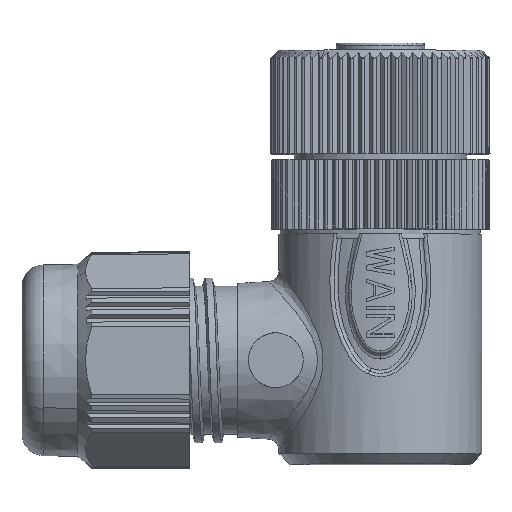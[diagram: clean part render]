
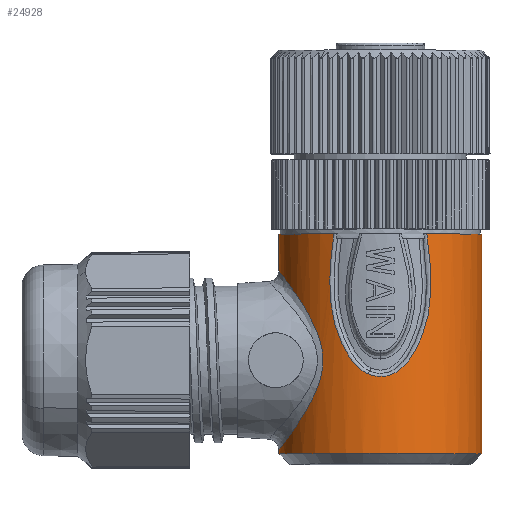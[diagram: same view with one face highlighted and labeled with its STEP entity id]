
A CAD part, top view. The second image highlights one B-rep face of the part: STEP entity #24928.
In plain terms, the highlighted cylindrical face has radius 9.25 mm (diameter 18.5 mm), a partial arc.
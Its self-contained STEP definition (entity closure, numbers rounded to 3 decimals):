
#3592=CARTESIAN_POINT('',(-24.201,-74.936,
-7.954));
#3598=CARTESIAN_POINT('',(-24.201,-58.589,
-7.954));
#3599=CARTESIAN_POINT('',(-24.201,-58.588,
-7.606));
#3600=CARTESIAN_POINT('',(-24.161,-58.639,
-6.91));
#3601=CARTESIAN_POINT('',(-23.989,-58.868,
-5.894));
#3602=CARTESIAN_POINT('',(-23.69,-59.268,
-4.867));
#3603=CARTESIAN_POINT('',(-23.313,-59.787,
-3.956));
#3604=CARTESIAN_POINT('',(-22.804,-60.504,
-3.028));
#3605=CARTESIAN_POINT('',(-22.18,-61.431,
-2.147));
#3606=CARTESIAN_POINT('',(-21.415,-62.686,
-1.311));
#3607=CARTESIAN_POINT('',(-20.779,-63.981,
-0.762));
#3608=CARTESIAN_POINT('',(-20.385,-65.081,
-0.465));
#3609=CARTESIAN_POINT('',(-20.168,-66.297,
-0.316));
#3610=CARTESIAN_POINT('',(-20.181,-67.246,
-0.325));
#3611=CARTESIAN_POINT('',(-20.314,-68.132,
-0.416));
#3612=CARTESIAN_POINT('',(-20.596,-69.039,
-0.623));
#3613=CARTESIAN_POINT('',(-20.863,-69.703,
-0.836));
#3614=CARTESIAN_POINT('',(-21.281,-70.571,
-1.198));
#3615=CARTESIAN_POINT('',(-21.857,-71.578,
-1.777));
#3616=CARTESIAN_POINT('',(-22.48,-72.546,
-2.551));
#3617=CARTESIAN_POINT('',(-23.038,-73.354,
-3.415));
#3618=CARTESIAN_POINT('',(-23.584,-74.112,
-4.549));
#3619=CARTESIAN_POINT('',(-23.971,-74.632,
-5.773));
#3620=CARTESIAN_POINT('',(-24.177,-74.9,
-7.022));
#3621=CARTESIAN_POINT('',(-24.201,-74.948,
-7.666));
#3622=CARTESIAN_POINT('',(-24.201,-74.936,
-7.954));
#3624=CARTESIAN_POINT('',(-24.201,-58.589,
-7.954));
#3630=DIRECTION('',(0.,1.,0.));
#3631=VECTOR('',#3630,20.);
#3632=CARTESIAN_POINT('',(-5.701,-75.263,
-7.954));
#3633=LINE('',#3632,#3631);
#3652=DIRECTION('',(0.,-1.,0.));
#3653=VECTOR('',#3652,3.326);
#3654=CARTESIAN_POINT('',(-24.201,-55.263,
-7.954));
#3655=LINE('',#3654,#3653);
#3700=DIRECTION('',(0.,1.,0.));
#3701=VECTOR('',#3700,0.326);
#3702=CARTESIAN_POINT('',(-24.201,-75.263,
-7.954));
#3703=LINE('',#3702,#3701);
#3704=CARTESIAN_POINT('',(-16.08,-68.023,
1.227));
#3705=CARTESIAN_POINT('',(-15.994,-68.061,
1.238));
#3706=CARTESIAN_POINT('',(-15.818,-68.129,
1.257));
#3707=CARTESIAN_POINT('',(-15.531,-68.204,
1.28));
#3708=CARTESIAN_POINT('',(-15.229,-68.247,
1.294));
#3709=CARTESIAN_POINT('',(-14.919,-68.259,
1.298));
#3710=CARTESIAN_POINT('',(-14.606,-68.241,
1.292));
#3711=CARTESIAN_POINT('',(-14.302,-68.19,
1.275));
#3712=CARTESIAN_POINT('',(-14.019,-68.108,
1.251));
#3713=CARTESIAN_POINT('',(-13.745,-67.994,
1.219));
#3714=CARTESIAN_POINT('',(-13.47,-67.845,
1.178));
#3715=CARTESIAN_POINT('',(-13.181,-67.645,
1.127));
#3716=CARTESIAN_POINT('',(-12.876,-67.383,
1.062));
#3717=CARTESIAN_POINT('',(-12.57,-67.06,
0.987));
#3718=CARTESIAN_POINT('',(-12.258,-66.662,
0.898));
#3719=CARTESIAN_POINT('',(-11.943,-66.182,
0.795));
#3720=CARTESIAN_POINT('',(-11.629,-65.616,
0.681));
#3721=CARTESIAN_POINT('',(-11.309,-64.944,
0.551));
#3722=CARTESIAN_POINT('',(-11.006,-64.173,
0.415));
#3723=CARTESIAN_POINT('',(-10.762,-63.373,
0.295));
#3724=CARTESIAN_POINT('',(-10.574,-62.543,
0.196));
#3725=CARTESIAN_POINT('',(-10.433,-61.617,
0.118));
#3726=CARTESIAN_POINT('',(-10.35,-60.592,
0.071));
#3727=CARTESIAN_POINT('',(-10.329,-59.513,
0.059));
#3728=CARTESIAN_POINT('',(-10.374,-58.269,
0.085));
#3729=CARTESIAN_POINT('',(-10.498,-56.867,
0.155));
#3730=CARTESIAN_POINT('',(-10.636,-55.817,
0.229));
#3731=CARTESIAN_POINT('',(-10.718,-55.263,
0.271));
#3751=CARTESIAN_POINT('',(-14.951,-75.263,
-7.954));
#3752=DIRECTION('',(0.,1.,0.));
#3753=DIRECTION('',(-1.,0.,0.));
#3754=AXIS2_PLACEMENT_3D('',#3751,#3752,#3753);
#3843=CARTESIAN_POINT('',(-14.951,-55.263,
-7.954));
#3844=DIRECTION('',(0.,-1.,0.));
#3845=DIRECTION('',(-0.457,0.,0.889));
#3846=AXIS2_PLACEMENT_3D('',#3843,#3844,#3845);
#4686=CARTESIAN_POINT('',(-16.08,-68.023,
1.227));
#4687=CARTESIAN_POINT('',(-16.264,-67.942,
1.204));
#4688=CARTESIAN_POINT('',(-16.632,-67.724,
1.147));
#4689=CARTESIAN_POINT('',(-17.129,-67.305,
1.042));
#4690=CARTESIAN_POINT('',(-17.722,-66.567,
0.876));
#4691=CARTESIAN_POINT('',(-18.029,-66.068,
0.77));
#4692=CARTESIAN_POINT('',(-18.374,-65.432,
0.643));
#4693=CARTESIAN_POINT('',(-18.772,-64.522,
0.473));
#4694=CARTESIAN_POINT('',(-19.074,-63.642,
0.328));
#4695=CARTESIAN_POINT('',(-19.33,-62.558,
0.195));
#4696=CARTESIAN_POINT('',(-19.467,-61.62,
0.119));
#4697=CARTESIAN_POINT('',(-19.559,-60.46,
0.067));
#4698=CARTESIAN_POINT('',(-19.562,-59.15,
0.065));
#4699=CARTESIAN_POINT('',(-19.514,-58.132,
0.092));
#4700=CARTESIAN_POINT('',(-19.4,-56.814,
0.156));
#4701=CARTESIAN_POINT('',(-19.262,-55.805,
0.23));
#4702=CARTESIAN_POINT('',(-19.179,-55.263,
0.273));
#4719=CARTESIAN_POINT('',(-14.951,-55.263,
-7.954));
#4720=DIRECTION('',(0.,-1.,0.));
#4721=DIRECTION('',(1.,0.,0.));
#4722=AXIS2_PLACEMENT_3D('',#4719,#4720,#4721);
#17517=VERTEX_POINT('',#3592);
#17518=VERTEX_POINT('',#3624);
#17519=CARTESIAN_POINT('',(-24.201,-75.263,
-7.954));
#17520=VERTEX_POINT('',#17519);
#17521=CARTESIAN_POINT('',(-5.701,-75.263,
-7.954));
#17522=VERTEX_POINT('',#17521);
#17523=CARTESIAN_POINT('',(-5.701,-55.263,
-7.954));
#17524=VERTEX_POINT('',#17523);
#17529=CARTESIAN_POINT('',(-24.201,-55.263,
-7.954));
#17530=VERTEX_POINT('',#17529);
#17531=CARTESIAN_POINT('',(-19.179,-55.263,
0.273));
#17532=VERTEX_POINT('',#17531);
#17533=VERTEX_POINT('',#4686);
#17534=VERTEX_POINT('',#3731);
#24907=CARTESIAN_POINT('',(-14.951,-49.063,
-7.954));
#24908=DIRECTION('',(0.,-1.,0.));
#24909=DIRECTION('',(1.,0.,0.));
#24910=AXIS2_PLACEMENT_3D('',#24907,#24908,#24909);
#24911=CYLINDRICAL_SURFACE('',#24910,9.25);
#24912=ORIENTED_EDGE('',*,*,#24891,.F.);
#24914=ORIENTED_EDGE('',*,*,#24913,.F.);
#24915=ORIENTED_EDGE('',*,*,#24887,.T.);
#24916=ORIENTED_EDGE('',*,*,#24700,.F.);
#24917=ORIENTED_EDGE('',*,*,#24901,.F.);
#24919=ORIENTED_EDGE('',*,*,#24918,.F.);
#24921=ORIENTED_EDGE('',*,*,#24920,.F.);
#24923=ORIENTED_EDGE('',*,*,#24922,.T.);
#24925=ORIENTED_EDGE('',*,*,#24924,.F.);
#24926=EDGE_LOOP('',(#24912,#24914,#24915,#24916,#24917,#24919,#24921,#24923,
#24925));
#24927=FACE_OUTER_BOUND('',#24926,.F.);
#24928=ADVANCED_FACE('',(#24927),#24911,.T.);
#3623=B_SPLINE_CURVE_WITH_KNOTS('',3,(#3598,#3599,#3600,#3601,#3602,#3603,#3604,
#3605,#3606,#3607,#3608,#3609,#3610,#3611,#3612,#3613,#3614,#3615,#3616,#3617,
#3618,#3619,#3620,#3621,#3622),.UNSPECIFIED.,.F.,.F.,(4,1,1,1,1,1,1,1,1,1,1,1,1,
1,1,1,1,1,1,1,1,1,4),(0.,0.045,0.091,
0.136,0.182,0.227,0.273,
0.318,0.364,0.409,0.455,0.5,
0.545,0.591,0.636,0.682,
0.727,0.773,0.818,0.864,
0.909,0.955,1.),.UNSPECIFIED.);
#3732=B_SPLINE_CURVE_WITH_KNOTS('',3,(#3704,#3705,#3706,#3707,#3708,#3709,#3710,
#3711,#3712,#3713,#3714,#3715,#3716,#3717,#3718,#3719,#3720,#3721,#3722,#3723,
#3724,#3725,#3726,#3727,#3728,#3729,#3730,#3731),.UNSPECIFIED.,.F.,.F.,(4,1,1,1,
1,1,1,1,1,1,1,1,1,1,1,1,1,1,1,1,1,1,1,1,1,4),(0.,0.04,0.08,0.12,0.16,
0.2,0.24,0.28,0.32,0.36,0.4,0.44,0.48,0.52,0.56,0.6,
0.64,0.68,0.72,0.76,0.8,0.84,0.88,0.92,0.96,1.),
.UNSPECIFIED.);
#3755=CIRCLE('',#3754,9.25);
#3847=CIRCLE('',#3846,9.25);
#4703=B_SPLINE_CURVE_WITH_KNOTS('',3,(#4686,#4687,#4688,#4689,#4690,#4691,#4692,
#4693,#4694,#4695,#4696,#4697,#4698,#4699,#4700,#4701,#4702),.UNSPECIFIED.,.F.,
.F.,(4,1,1,1,1,1,1,1,1,1,1,1,1,1,4),(0.,0.071,0.143,
0.214,0.286,0.357,0.429,0.5,
0.571,0.643,0.714,0.786,
0.857,0.929,1.),.UNSPECIFIED.);
#4723=CIRCLE('',#4722,9.25);
#24700=EDGE_CURVE('',#17518,#17517,#3623,.T.);
#24887=EDGE_CURVE('',#17520,#17517,#3703,.T.);
#24891=EDGE_CURVE('',#17522,#17524,#3633,.T.);
#24901=EDGE_CURVE('',#17530,#17518,#3655,.T.);
#24913=EDGE_CURVE('',#17520,#17522,#3755,.T.);
#24918=EDGE_CURVE('',#17532,#17530,#3847,.T.);
#24920=EDGE_CURVE('',#17533,#17532,#4703,.T.);
#24922=EDGE_CURVE('',#17533,#17534,#3732,.T.);
#24924=EDGE_CURVE('',#17524,#17534,#4723,.T.);
